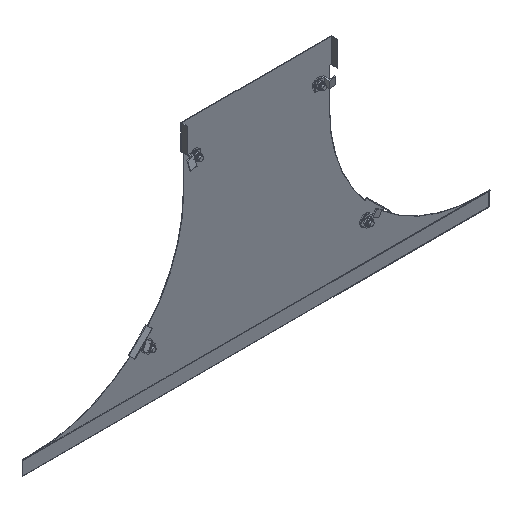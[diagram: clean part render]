
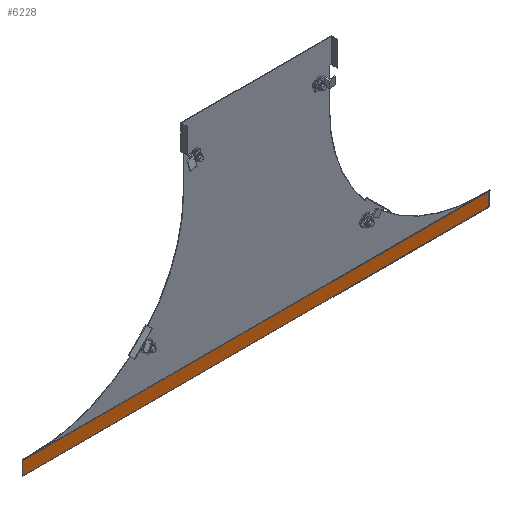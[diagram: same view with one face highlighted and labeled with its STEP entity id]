
A CAD part, isometric view. The second image highlights one B-rep face of the part: STEP entity #6228.
In plain terms, the highlighted planar face has unit normal (0, -1, 0).
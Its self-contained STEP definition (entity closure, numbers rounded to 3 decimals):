
#29 = CARTESIAN_POINT ( 'NONE',  ( 450., 0.5, -458. ) ) ;
#37 = DIRECTION ( 'NONE',  ( 1., 0., 0. ) ) ;
#290 = DIRECTION ( 'NONE',  ( 1., 0., 0. ) ) ;
#397 = VERTEX_POINT ( 'NONE', #5254 ) ;
#621 = CARTESIAN_POINT ( 'NONE',  ( 450., 0.5, -124.728 ) ) ;
#943 = EDGE_CURVE ( 'NONE', #397, #5016, #4775, .T. ) ;
#963 = CARTESIAN_POINT ( 'NONE',  ( -470., 0.5, -430.5 ) ) ;
#1017 = CARTESIAN_POINT ( 'NONE',  ( -470., 0.5, -124.728 ) ) ;
#1324 = CARTESIAN_POINT ( 'NONE',  ( 470., 0.5, -430.5 ) ) ;
#1406 = LINE ( 'NONE', #29, #4243 ) ;
#1645 = DIRECTION ( 'NONE',  ( 0., 0., -1. ) ) ;
#1776 = EDGE_CURVE ( 'NONE', #2288, #5016, #6264, .T. ) ;
#1865 = FACE_OUTER_BOUND ( 'NONE', #5539, .T. ) ;
#2045 = ORIENTED_EDGE ( 'NONE', *, *, #3104, .T. ) ;
#2094 = ORIENTED_EDGE ( 'NONE', *, *, #2561, .T. ) ;
#2224 = ORIENTED_EDGE ( 'NONE', *, *, #943, .T. ) ;
#2288 = VERTEX_POINT ( 'NONE', #963 ) ;
#2413 = ORIENTED_EDGE ( 'NONE', *, *, #1776, .F. ) ;
#2561 = EDGE_CURVE ( 'NONE', #4652, #397, #1406, .T. ) ;
#2576 = CARTESIAN_POINT ( 'NONE',  ( -470., 0.5, -458. ) ) ;
#2880 = DIRECTION ( 'NONE',  ( 1., 0., 0. ) ) ;
#2901 = CARTESIAN_POINT ( 'NONE',  ( 450., 0.5, -430.5 ) ) ;
#2973 = VECTOR ( 'NONE', #2880, 1000. ) ;
#3038 = LINE ( 'NONE', #1017, #4773 ) ;
#3104 = EDGE_CURVE ( 'NONE', #2288, #4652, #3038, .T. ) ;
#4243 = VECTOR ( 'NONE', #37, 1000. ) ;
#4331 = VECTOR ( 'NONE', #6022, 1000. ) ;
#4498 = PLANE ( 'NONE',  #4594 ) ;
#4594 = AXIS2_PLACEMENT_3D ( 'NONE', #621, #5077, #290 ) ;
#4652 = VERTEX_POINT ( 'NONE', #2576 ) ;
#4773 = VECTOR ( 'NONE', #1645, 1000. ) ;
#4775 = LINE ( 'NONE', #5979, #4331 ) ;
#5016 = VERTEX_POINT ( 'NONE', #1324 ) ;
#5077 = DIRECTION ( 'NONE',  ( 0., -1., 0. ) ) ;
#5254 = CARTESIAN_POINT ( 'NONE',  ( 470., 0.5, -458. ) ) ;
#5539 = EDGE_LOOP ( 'NONE', ( #2045, #2094, #2224, #2413 ) ) ;
#5979 = CARTESIAN_POINT ( 'NONE',  ( 470., 0.5, -430.914 ) ) ;
#6022 = DIRECTION ( 'NONE',  ( 0., 0., 1. ) ) ;
#6228 = ADVANCED_FACE ( 'NONE', ( #1865 ), #4498, .T. ) ;
#6264 = LINE ( 'NONE', #2901, #2973 ) ;
